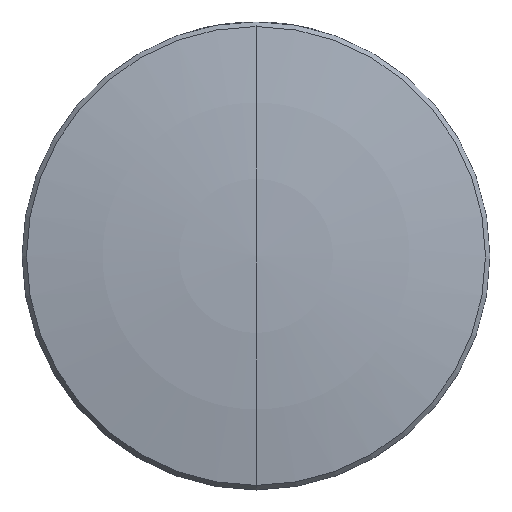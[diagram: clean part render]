
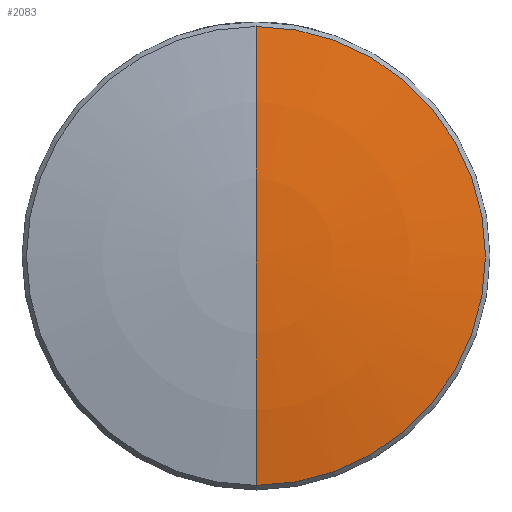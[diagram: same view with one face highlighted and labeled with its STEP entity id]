
A CAD part, top view. The second image highlights one B-rep face of the part: STEP entity #2083.
In plain terms, the highlighted toroidal (fillet/blend) face has major radius 0.046 mm and minor radius 69.01 mm.
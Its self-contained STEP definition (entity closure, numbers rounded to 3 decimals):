
#69 = CARTESIAN_POINT ( 'NONE',  ( 0., 0., 2.045 ) ) ;
#73 = CARTESIAN_POINT ( 'NONE',  ( 0., 0., 3.17 ) ) ;
#258 = DIRECTION ( 'NONE',  ( 0., 1., 0. ) ) ;
#331 = CARTESIAN_POINT ( 'NONE',  ( 0., -0.046, -65.84 ) ) ;
#341 = CARTESIAN_POINT ( 'NONE',  ( 0., 0.046, -65.84 ) ) ;
#403 = CIRCLE ( 'NONE', #677, 69.01 ) ;
#434 = VERTEX_POINT ( 'NONE', #2206 ) ;
#449 = FACE_OUTER_BOUND ( 'NONE', #910, .T. ) ;
#562 = DIRECTION ( 'NONE',  ( 0., 0., 1. ) ) ;
#643 = EDGE_CURVE ( 'NONE', #841, #434, #2571, .T. ) ;
#677 = AXIS2_PLACEMENT_3D ( 'NONE', #331, #2313, #2355 ) ;
#724 = AXIS2_PLACEMENT_3D ( 'NONE', #2039, #2464, #854 ) ;
#841 = VERTEX_POINT ( 'NONE', #2293 ) ;
#854 = DIRECTION ( 'NONE',  ( 0., 1., 0. ) ) ;
#868 = VERTEX_POINT ( 'NONE', #73 ) ;
#910 = EDGE_LOOP ( 'NONE', ( #1866, #1554, #2378 ) ) ;
#911 = AXIS2_PLACEMENT_3D ( 'NONE', #341, #2144, #562 ) ;
#948 = EDGE_CURVE ( 'NONE', #868, #841, #403, .T. ) ;
#985 = CIRCLE ( 'NONE', #911, 69.01 ) ;
#1054 = DIRECTION ( 'NONE',  ( 0., 0., 1. ) ) ;
#1554 = ORIENTED_EDGE ( 'NONE', *, *, #948, .T. ) ;
#1866 = ORIENTED_EDGE ( 'NONE', *, *, #2483, .F. ) ;
#2033 = TOROIDAL_SURFACE ( 'NONE', #724, 0.046, 69.01 ) ;
#2039 = CARTESIAN_POINT ( 'NONE',  ( 0., 0., -65.84 ) ) ;
#2083 = ADVANCED_FACE ( 'NONE', ( #449 ), #2033, .T. ) ;
#2087 = AXIS2_PLACEMENT_3D ( 'NONE', #69, #1054, #258 ) ;
#2144 = DIRECTION ( 'NONE',  ( -1., 0., 0. ) ) ;
#2206 = CARTESIAN_POINT ( 'NONE',  ( 0., 12.455, 2.045 ) ) ;
#2293 = CARTESIAN_POINT ( 'NONE',  ( 0., -12.455, 2.045 ) ) ;
#2313 = DIRECTION ( 'NONE',  ( 1., 0., 0. ) ) ;
#2355 = DIRECTION ( 'NONE',  ( 0., 1., 0. ) ) ;
#2378 = ORIENTED_EDGE ( 'NONE', *, *, #643, .T. ) ;
#2464 = DIRECTION ( 'NONE',  ( 0., 0., -1. ) ) ;
#2483 = EDGE_CURVE ( 'NONE', #868, #434, #985, .T. ) ;
#2571 = CIRCLE ( 'NONE', #2087, 12.455 ) ;
